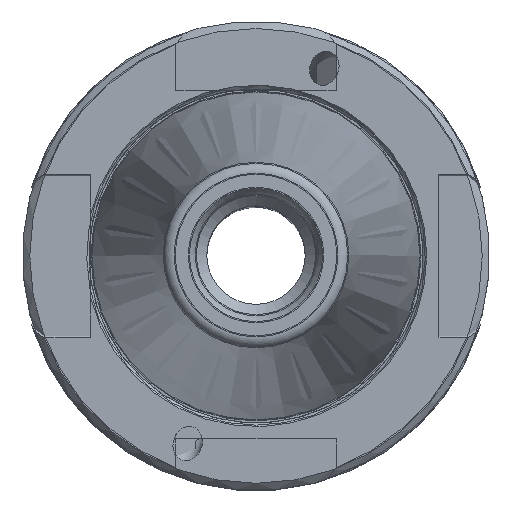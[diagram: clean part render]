
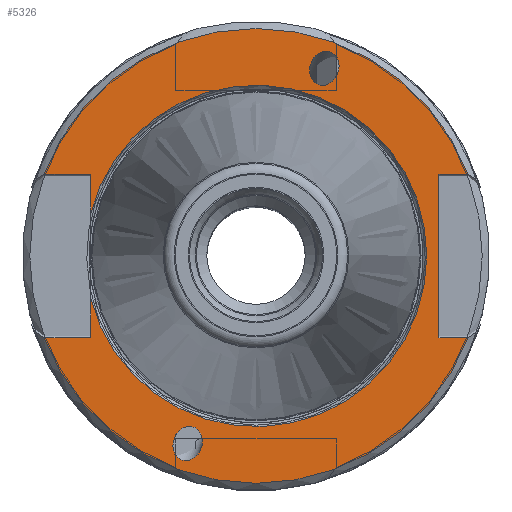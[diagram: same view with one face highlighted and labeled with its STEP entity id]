
A CAD part, top view. The second image highlights one B-rep face of the part: STEP entity #5326.
In plain terms, the highlighted planar face has unit normal (0, 0, 1).
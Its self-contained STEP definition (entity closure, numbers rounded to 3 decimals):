
#135=ELLIPSE('',#5728,2.381,1.95);
#136=ELLIPSE('',#5730,2.381,1.95);
#377=LINE('',#8210,#535);
#379=LINE('',#8214,#537);
#395=LINE('',#8280,#553);
#396=LINE('',#8282,#554);
#397=LINE('',#8283,#555);
#398=LINE('',#8285,#556);
#399=LINE('',#8286,#557);
#535=VECTOR('',#6728,1000.);
#537=VECTOR('',#6732,1000.);
#553=VECTOR('',#6780,1000.);
#554=VECTOR('',#6781,1000.);
#555=VECTOR('',#6782,1000.);
#556=VECTOR('',#6783,1000.);
#557=VECTOR('',#6784,1000.);
#632=PLANE('',#5771);
#1477=ORIENTED_EDGE('',*,*,#1972,.F.);
#1478=ORIENTED_EDGE('',*,*,#1971,.F.);
#1479=ORIENTED_EDGE('',*,*,#2011,.T.);
#1480=ORIENTED_EDGE('',*,*,#1990,.T.);
#1481=ORIENTED_EDGE('',*,*,#2037,.T.);
#1482=ORIENTED_EDGE('',*,*,#2038,.T.);
#1483=ORIENTED_EDGE('',*,*,#2034,.F.);
#1484=ORIENTED_EDGE('',*,*,#2039,.T.);
#1485=ORIENTED_EDGE('',*,*,#2040,.T.);
#1486=ORIENTED_EDGE('',*,*,#1979,.T.);
#1487=ORIENTED_EDGE('',*,*,#2009,.T.);
#1488=ORIENTED_EDGE('',*,*,#2041,.T.);
#1971=EDGE_CURVE('',#2371,#2371,#135,.T.);
#1972=EDGE_CURVE('',#2372,#2372,#136,.T.);
#1979=EDGE_CURVE('',#2376,#2378,#2606,.T.);
#1990=EDGE_CURVE('',#2383,#2384,#2608,.T.);
#2009=EDGE_CURVE('',#2378,#2397,#377,.T.);
#2011=EDGE_CURVE('',#2398,#2383,#379,.T.);
#2034=EDGE_CURVE('',#2414,#2415,#2613,.T.);
#2037=EDGE_CURVE('',#2384,#2416,#395,.T.);
#2038=EDGE_CURVE('',#2416,#2415,#396,.T.);
#2039=EDGE_CURVE('',#2414,#2417,#397,.T.);
#2040=EDGE_CURVE('',#2417,#2376,#398,.T.);
#2041=EDGE_CURVE('',#2397,#2398,#399,.T.);
#2371=VERTEX_POINT('',#8115);
#2372=VERTEX_POINT('',#8118);
#2376=VERTEX_POINT('',#8131);
#2378=VERTEX_POINT('',#8138);
#2383=VERTEX_POINT('',#8160);
#2384=VERTEX_POINT('',#8165);
#2397=VERTEX_POINT('',#8211);
#2398=VERTEX_POINT('',#8215);
#2414=VERTEX_POINT('',#8269);
#2415=VERTEX_POINT('',#8270);
#2416=VERTEX_POINT('',#8281);
#2417=VERTEX_POINT('',#8284);
#2606=CIRCLE('',#5734,30.9);
#2608=CIRCLE('',#5744,30.9);
#2613=CIRCLE('',#5770,23.2);
#2957=EDGE_LOOP('',(#1477));
#2958=EDGE_LOOP('',(#1478));
#2959=EDGE_LOOP('',(#1479,#1480,#1481,#1482,#1483,#1484,#1485,#1486,#1487,
#1488));
#3329=FACE_BOUND('',#2957,.T.);
#3330=FACE_BOUND('',#2958,.T.);
#3331=FACE_BOUND('',#2959,.T.);
#5326=ADVANCED_FACE('',(#3329,#3330,#3331),#632,.T.);
#5728=AXIS2_PLACEMENT_3D('',#8114,#6655,#6656);
#5730=AXIS2_PLACEMENT_3D('',#8117,#6659,#6660);
#5734=AXIS2_PLACEMENT_3D('',#8139,#6670,#6671);
#5744=AXIS2_PLACEMENT_3D('',#8166,#6693,#6694);
#5770=AXIS2_PLACEMENT_3D('',#8268,#6776,#6777);
#5771=AXIS2_PLACEMENT_3D('',#8279,#6778,#6779);
#6655=DIRECTION('',(0.,0.,1.));
#6656=DIRECTION('',(-0.342,-0.94,0.));
#6659=DIRECTION('',(0.,0.,1.));
#6660=DIRECTION('',(0.342,0.94,0.));
#6670=DIRECTION('',(0.,0.,1.));
#6671=DIRECTION('',(1.,0.,0.));
#6693=DIRECTION('',(0.,0.,1.));
#6694=DIRECTION('',(1.,0.,0.));
#6728=DIRECTION('',(-1.,0.,0.));
#6732=DIRECTION('',(1.,0.,0.));
#6776=DIRECTION('',(0.,0.,1.));
#6777=DIRECTION('',(1.,0.,0.));
#6778=DIRECTION('',(0.,0.,1.));
#6779=DIRECTION('',(1.,0.,0.));
#6780=DIRECTION('',(1.,0.,0.));
#6781=DIRECTION('',(0.,-1.,0.));
#6782=DIRECTION('',(0.,-1.,0.));
#6783=DIRECTION('',(-1.,0.,0.));
#6784=DIRECTION('',(0.,1.,0.));
#8114=CARTESIAN_POINT('',(9.282,25.503,-0.8));
#8115=CARTESIAN_POINT('',(8.468,23.266,-0.8));
#8117=CARTESIAN_POINT('',(-9.282,-25.503,-0.8));
#8118=CARTESIAN_POINT('',(-8.468,-23.266,-0.8));
#8131=CARTESIAN_POINT('',(-28.841,-11.09,-0.8));
#8138=CARTESIAN_POINT('',(28.841,-11.09,-0.8));
#8139=CARTESIAN_POINT('',(0.,0.,-0.8));
#8160=CARTESIAN_POINT('',(28.841,11.09,-0.8));
#8165=CARTESIAN_POINT('',(-28.841,11.09,-0.8));
#8166=CARTESIAN_POINT('',(0.,0.,-0.8));
#8210=CARTESIAN_POINT('',(23.2,-11.09,-0.8));
#8211=CARTESIAN_POINT('',(24.87,-11.09,-0.8));
#8214=CARTESIAN_POINT('',(23.2,11.09,-0.8));
#8215=CARTESIAN_POINT('',(24.87,11.09,-0.8));
#8268=CARTESIAN_POINT('',(0.,0.,-0.8));
#8269=CARTESIAN_POINT('',(-22.46,-5.813,-0.8));
#8270=CARTESIAN_POINT('',(-22.46,5.813,-0.8));
#8279=CARTESIAN_POINT('',(23.2,0.,-0.8));
#8280=CARTESIAN_POINT('',(23.2,11.09,-0.8));
#8281=CARTESIAN_POINT('',(-22.46,11.09,-0.8));
#8282=CARTESIAN_POINT('',(-22.46,0.,-0.8));
#8283=CARTESIAN_POINT('',(-22.46,0.,-0.8));
#8284=CARTESIAN_POINT('',(-22.46,-11.09,-0.8));
#8285=CARTESIAN_POINT('',(23.2,-11.09,-0.8));
#8286=CARTESIAN_POINT('',(24.87,0.,-0.8));
